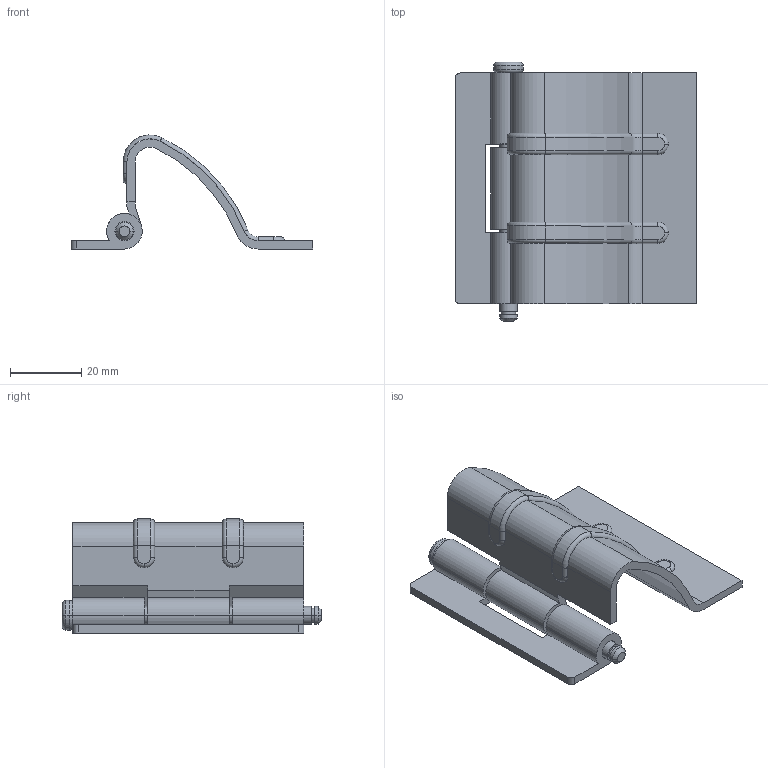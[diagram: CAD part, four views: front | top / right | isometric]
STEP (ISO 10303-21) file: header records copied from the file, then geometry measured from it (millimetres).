
FILE_DESCRIPTION (( 'STEP AP203' ), '1' );
FILE_NAME ('B-539-1.STEP', '2009-02-17T09:14:35', ( ' ' ), ( ' ' ), 'SwSTEP 2.0', 'SolidWorks 2007', '' );
FILE_SCHEMA (( 'CONFIG_CONTROL_DESIGN' ));
Length unit declared in the file: millimetre
Products named in the file (4): B-539-1僸儞僕B__棉太倌; B-539-1; B-539-1僔儍僼僩__棉太倌; B-539-1僸儞僕A__棉太倌
Assembly tree (3 placements, depth 2):
  B-539-1
    B-539-1僔儍僼僩__棉太倌
    B-539-1僸儞僕A__棉太倌
    B-539-1僸儞僕B__棉太倌
Bounding box: 68 x 73 x 32.09 mm (x, y, z)
Volume: 19375.4 mm3; surface area: 18616.4 mm2
Topology: 3 solids, 3 shells, 109 faces, 264 edges, 162 vertices
Faces by surface type: cylinder 51, plane 32, torus 24, cone 2
Entity records: 3636 total; most frequent: DIRECTION 634, CARTESIAN_POINT 541, ORIENTED_EDGE 528, EDGE_CURVE 264, AXIS2_PLACEMENT_3D 255, VERTEX_POINT 162, CIRCLE 140, LINE 124
